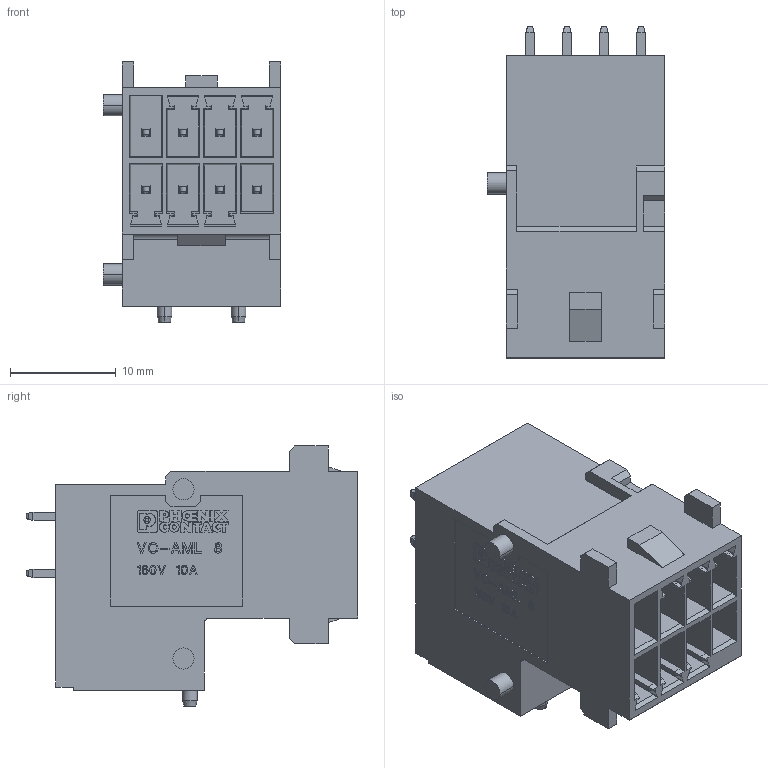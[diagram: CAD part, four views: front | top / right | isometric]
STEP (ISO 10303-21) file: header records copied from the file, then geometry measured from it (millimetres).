
FILE_DESCRIPTION(('Creo Elements/Direct Modeling STEP Export'),'2;1');
FILE_NAME('model.stp','2020-10-30T 7:16:39',(''),(''),'Creo Elements/Direct Modeling STEP processor for AP214 (Solid Model)','Creo Elements/Direct Modeling 20.1A 29-Sep-2018 (C) Parametric Technology GmbH','');
FILE_SCHEMA(('AUTOMOTIVE_DESIGN { 1 0 10303 214 1 1 1 1 }'));
Length unit declared in the file: millimetre
Products named in the file (2): VC-AMLV-8; VC-AMLV-8.
Assembly tree (1 placements, depth 2):
  VC-AMLV-8.
    VC-AMLV-8
Bounding box: 16.8 x 31.4 x 24.61 mm (x, y, z)
Volume: 6068.8 mm3; surface area: 4131.4 mm2
Topology: 1 solids, 1 shells, 1027 faces, 2755 edges, 1802 vertices
Faces by surface type: plane 958, extrusion 33, cylinder 32, cone 4
Entity records: 40425 total; most frequent: CARTESIAN_POINT 6790, ORIENTED_EDGE 5510, DIRECTION 4671, EDGE_CURVE 2755, VECTOR 2645, LINE 2612, VERTEX_POINT 1802, EDGE_LOOP 1099
